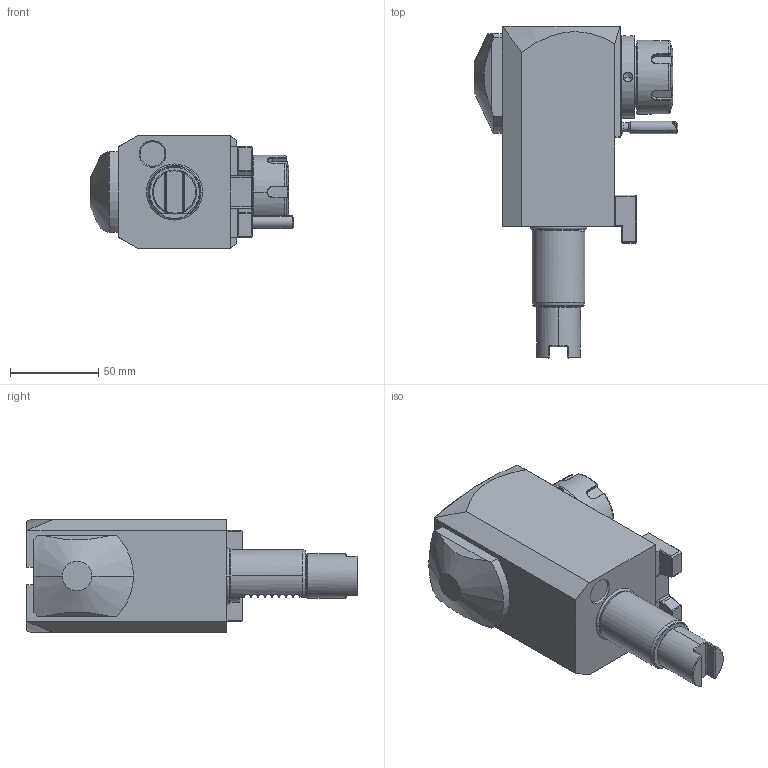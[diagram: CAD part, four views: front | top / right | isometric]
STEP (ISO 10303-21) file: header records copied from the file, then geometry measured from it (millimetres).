
FILE_DESCRIPTION((''),'2;1');
FILE_NAME('NGT1_30_261_25_1_1_85','2022-03-22T',('vali'),('NOVA GRUP'),'PRO/ENGINEER BY PARAMETRIC TECHNOLOGY CORPORATION, 2010280','PRO/ENGINEER BY PARAMETRIC TECHNOLOGY CORPORATION, 2010280','');
FILE_SCHEMA(('CONFIG_CONTROL_DESIGN'));
Length unit declared in the file: millimetre
Products named in the file (1): NGT1_30_261_25_1_1_85
Bounding box: 115.83 x 188.5 x 64 mm (x, y, z)
Volume: 589550.6 mm3; surface area: 56412 mm2
Topology: 1 solids, 1 shells, 390 faces, 978 edges, 599 vertices
Faces by surface type: plane 194, cylinder 64, cone 61, bspline 54, torus 15, sphere 2
Entity records: 16273 total; most frequent: CARTESIAN_POINT 7538, ORIENTED_EDGE 1928, DIRECTION 1573, EDGE_CURVE 964, VERTEX_POINT 599, VECTOR 537, LINE 537, AXIS2_PLACEMENT_3D 518
